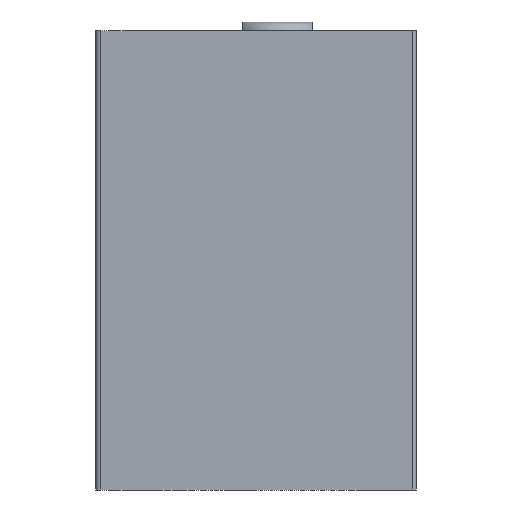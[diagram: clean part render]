
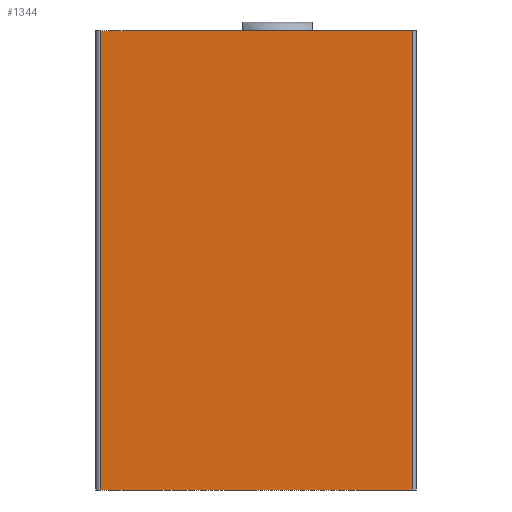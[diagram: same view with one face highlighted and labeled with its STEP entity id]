
A CAD part, front view. The second image highlights one B-rep face of the part: STEP entity #1344.
In plain terms, the highlighted planar face has unit normal (0, -1, 0).
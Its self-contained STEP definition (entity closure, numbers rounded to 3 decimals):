
#255=CARTESIAN_POINT('',(15.5,-16.,-26.5));
#256=VERTEX_POINT('',#255);
#264=CARTESIAN_POINT('',(-20.5,-16.,-26.5));
#265=VERTEX_POINT('',#264);
#266=CARTESIAN_POINT('',(-20.5,-16.,-26.5));
#267=DIRECTION('',(1.0,0.0,0.0));
#268=VECTOR('',#267,36.);
#269=LINE('',#266,#268);
#270=EDGE_CURVE('',#265,#256,#269,.T.);
#797=CARTESIAN_POINT('',(-20.5,-16.,26.5));
#798=VERTEX_POINT('',#797);
#806=CARTESIAN_POINT('',(15.5,-16.,26.5));
#807=VERTEX_POINT('',#806);
#808=CARTESIAN_POINT('',(15.5,-16.,26.5));
#809=DIRECTION('',(-1.0,0.0,0.0));
#810=VECTOR('',#809,36.);
#811=LINE('',#808,#810);
#812=EDGE_CURVE('',#807,#798,#811,.T.);
#1317=CARTESIAN_POINT('',(15.5,-16.,26.5));
#1318=DIRECTION('',(0.0,0.0,-1.0));
#1319=VECTOR('',#1318,53.);
#1320=LINE('',#1317,#1319);
#1321=EDGE_CURVE('',#807,#256,#1320,.T.);
#1328=CARTESIAN_POINT('',(15.5,-16.,0.0));
#1329=DIRECTION('',(0.0,-1.0,0.0));
#1330=DIRECTION('',(0.0,0.0,-1.0));
#1331=AXIS2_PLACEMENT_3D('',#1328,#1329,#1330);
#1332=PLANE('',#1331);
#1333=ORIENTED_EDGE('',*,*,#812,.T.);
#1334=CARTESIAN_POINT('',(-20.5,-16.,26.5));
#1335=DIRECTION('',(0.0,0.0,-1.0));
#1336=VECTOR('',#1335,53.);
#1337=LINE('',#1334,#1336);
#1338=EDGE_CURVE('',#798,#265,#1337,.T.);
#1339=ORIENTED_EDGE('',*,*,#1338,.T.);
#1340=ORIENTED_EDGE('',*,*,#270,.T.);
#1341=ORIENTED_EDGE('',*,*,#1321,.F.);
#1342=EDGE_LOOP('',(#1333,#1339,#1340,#1341));
#1343=FACE_OUTER_BOUND('',#1342,.T.);
#1344=ADVANCED_FACE('',(#1343),#1332,.T.);
